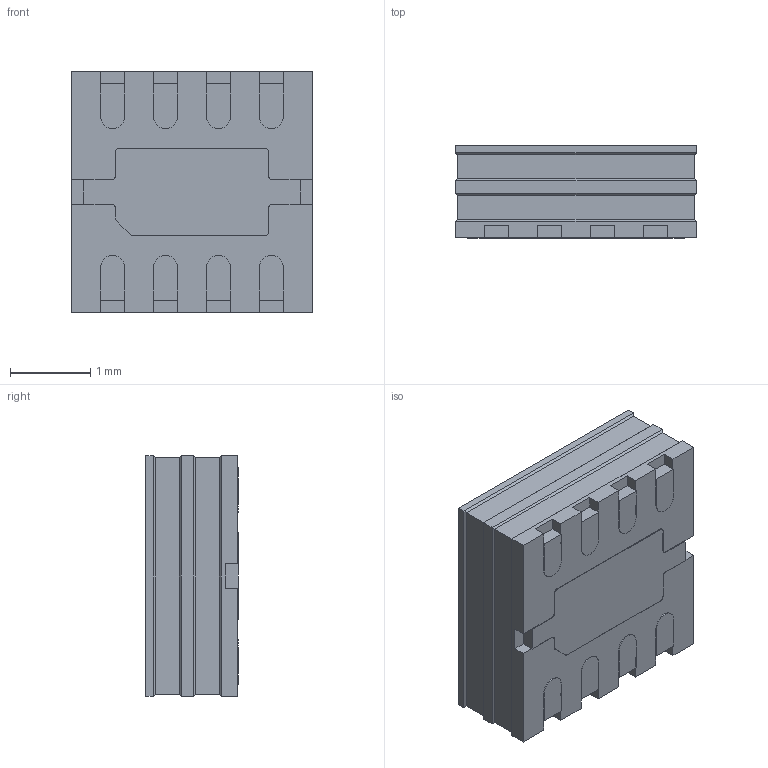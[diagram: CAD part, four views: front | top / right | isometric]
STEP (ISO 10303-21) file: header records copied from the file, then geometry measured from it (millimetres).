
FILE_DESCRIPTION (( 'STEP AP214' ), '1' );
FILE_NAME ('DL1721_STEP.STEP', '2024-12-06T09:10:13', ( '' ), ( '' ), 'SwSTEP 2.0', 'SolidWorks 2023', '' );
FILE_SCHEMA (( 'AUTOMOTIVE_DESIGN' ));
Length unit declared in the file: millimetre
Products named in the file (1): DL1721_STEP
Bounding box: 3 x 1.15 x 3 mm (x, y, z)
Volume: 10 mm3; surface area: 32.7 mm2
Topology: 1 solids, 1 shells, 226 faces, 596 edges, 382 vertices
Faces by surface type: plane 182, cylinder 23, bspline 21
Entity records: 7979 total; most frequent: CARTESIAN_POINT 2490, ORIENTED_EDGE 1192, DIRECTION 1012, EDGE_CURVE 596, VECTOR 508, LINE 508, VERTEX_POINT 382, AXIS2_PLACEMENT_3D 252
